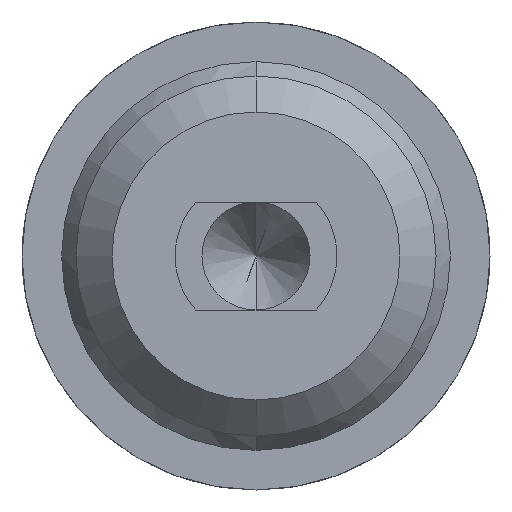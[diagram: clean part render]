
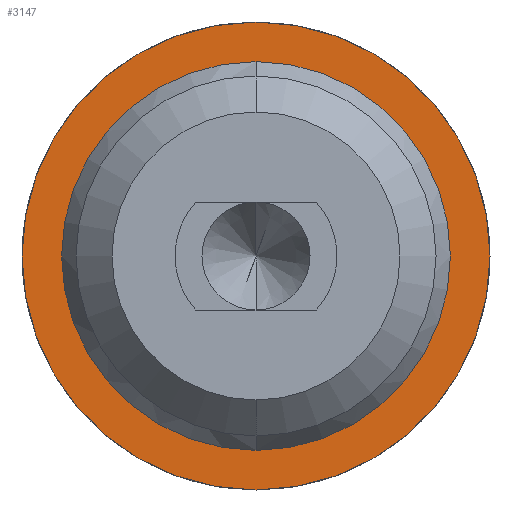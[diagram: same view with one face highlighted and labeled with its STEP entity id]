
A CAD part, front view. The second image highlights one B-rep face of the part: STEP entity #3147.
In plain terms, the highlighted planar face has unit normal (0, -1, 0).
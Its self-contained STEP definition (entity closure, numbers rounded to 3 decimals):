
#101 = DIRECTION ( 'NONE',  ( 0., 0., -1. ) ) ;
#440 = ORIENTED_EDGE ( 'NONE', *, *, #1312, .F. ) ;
#444 = AXIS2_PLACEMENT_3D ( 'NONE', #5078, #2205, #5564 ) ;
#447 = DIRECTION ( 'NONE',  ( 0., -1., 0. ) ) ;
#664 = EDGE_LOOP ( 'NONE', ( #3374, #2788 ) ) ;
#865 = EDGE_CURVE ( 'Defeature ausgef�hrt3_7+Defeature ausgef�hrt3_8+Defeature ausgef�hrt3_8+Defeature ausgef�hrt3_8', #4277, #4789, #4847, .T. ) ;
#1036 = DIRECTION ( 'NONE',  ( 0., -1., 0. ) ) ;
#1160 = CARTESIAN_POINT ( 'NONE',  ( 0., 27.9, -1.08 ) ) ;
#1242 = CARTESIAN_POINT ( 'NONE',  ( 0., 27.9, -1.3 ) ) ;
#1282 = CIRCLE ( 'NONE', #444, 1.08 ) ;
#1312 = EDGE_CURVE ( 'Defeature ausgef�hrt3_6+Defeature ausgef�hrt3_7+Defeature ausgef�hrt3_7+Defeature ausgef�hrt3_7', #2847, #4712, #1282, .T. ) ;
#1313 = DIRECTION ( 'NONE',  ( 0., 0., -1. ) ) ;
#1429 = CARTESIAN_POINT ( 'NONE',  ( 0., 27.9, 0. ) ) ;
#1885 = CARTESIAN_POINT ( 'NONE',  ( 0., 27.9, 1.08 ) ) ;
#1913 = EDGE_CURVE ( 'Defeature ausgef�hrt3_6+Defeature ausgef�hrt3_7+Defeature ausgef�hrt3_7+Defeature ausgef�hrt3_7', #4712, #2847, #2206, .T. ) ;
#1953 = DIRECTION ( 'NONE',  ( 0., 0., -1. ) ) ;
#2205 = DIRECTION ( 'NONE',  ( 0., -1., 0. ) ) ;
#2206 = CIRCLE ( 'NONE', #5867, 1.08 ) ;
#2361 = DIRECTION ( 'NONE',  ( 0., 0., -1. ) ) ;
#2788 = ORIENTED_EDGE ( 'NONE', *, *, #865, .T. ) ;
#2847 = VERTEX_POINT ( 'NONE', #1885 ) ;
#2870 = DIRECTION ( 'NONE',  ( 0., -1., 0. ) ) ;
#3021 = FACE_BOUND ( 'NONE', #4814, .T. ) ;
#3147 = ADVANCED_FACE ( 'Defeature ausgef�hrt3_7', ( #4516, #3021 ), #5230, .T. ) ;
#3374 = ORIENTED_EDGE ( 'NONE', *, *, #5667, .T. ) ;
#3571 = AXIS2_PLACEMENT_3D ( 'NONE', #3710, #4212, #1313 ) ;
#3710 = CARTESIAN_POINT ( 'NONE',  ( 0., 27.9, 0. ) ) ;
#4212 = DIRECTION ( 'NONE',  ( 0., -1., 0. ) ) ;
#4277 = VERTEX_POINT ( 'NONE', #5506 ) ;
#4425 = AXIS2_PLACEMENT_3D ( 'NONE', #5772, #447, #2361 ) ;
#4516 = FACE_OUTER_BOUND ( 'NONE', #664, .T. ) ;
#4712 = VERTEX_POINT ( 'NONE', #1160 ) ;
#4763 = AXIS2_PLACEMENT_3D ( 'NONE', #5321, #1036, #101 ) ;
#4789 = VERTEX_POINT ( 'NONE', #1242 ) ;
#4814 = EDGE_LOOP ( 'NONE', ( #6096, #440 ) ) ;
#4847 = CIRCLE ( 'NONE', #3571, 1.3 ) ;
#5078 = CARTESIAN_POINT ( 'NONE',  ( 0., 27.9, 0. ) ) ;
#5196 = CIRCLE ( 'NONE', #4763, 1.3 ) ;
#5230 = PLANE ( 'NONE',  #4425 ) ;
#5321 = CARTESIAN_POINT ( 'NONE',  ( 0., 27.9, 0. ) ) ;
#5506 = CARTESIAN_POINT ( 'NONE',  ( 0., 27.9, 1.3 ) ) ;
#5564 = DIRECTION ( 'NONE',  ( 0., 0., -1. ) ) ;
#5667 = EDGE_CURVE ( 'Defeature ausgef�hrt3_7+Defeature ausgef�hrt3_8+Defeature ausgef�hrt3_8+Defeature ausgef�hrt3_8', #4789, #4277, #5196, .T. ) ;
#5772 = CARTESIAN_POINT ( 'NONE',  ( 1.08, 27.9, 0. ) ) ;
#5867 = AXIS2_PLACEMENT_3D ( 'NONE', #1429, #2870, #1953 ) ;
#6096 = ORIENTED_EDGE ( 'NONE', *, *, #1913, .F. ) ;
